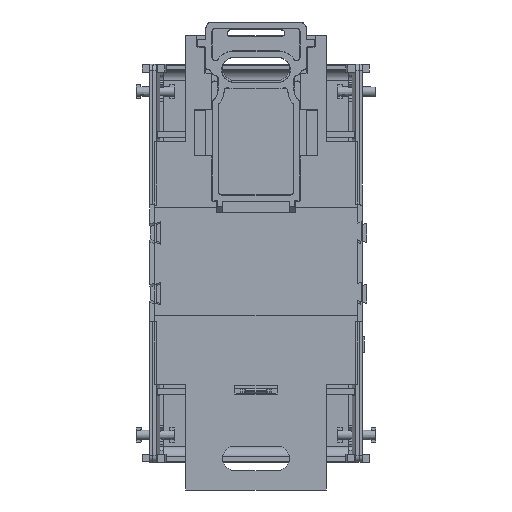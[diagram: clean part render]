
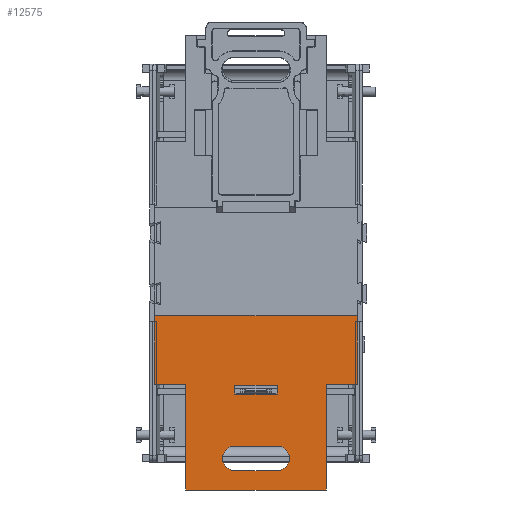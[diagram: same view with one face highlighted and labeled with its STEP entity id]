
A CAD part, front view. The second image highlights one B-rep face of the part: STEP entity #12575.
In plain terms, the highlighted planar face has unit normal (0, -1, 0).
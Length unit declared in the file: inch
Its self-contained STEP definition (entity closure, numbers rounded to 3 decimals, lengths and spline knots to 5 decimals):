
#140 = VERTEX_POINT ( 'NONE', #18672 ) ;
#257 = DIRECTION ( 'NONE',  ( 0., 0., 1. ) ) ;
#978 = DIRECTION ( 'NONE',  ( 0., 0., -1. ) ) ;
#977 = VECTOR ( 'NONE', #7911, 39.37008 ) ;
#1329 = VECTOR ( 'NONE', #14846, 39.37008 ) ;
#1349 = ORIENTED_EDGE ( 'NONE', *, *, #4318, .F. ) ;
#1779 = LINE ( 'NONE', #5742, #1329 ) ;
#1844 = DIRECTION ( 'NONE',  ( 0., 0., 1. ) ) ;
#1872 = CARTESIAN_POINT ( 'NONE',  ( 1.25, -0.60039, -1.50649 ) ) ;
#1882 = AXIS2_PLACEMENT_3D ( 'NONE', #23780, #19958, #26286 ) ;
#2011 = ORIENTED_EDGE ( 'NONE', *, *, #19238, .F. ) ;
#2018 = LINE ( 'NONE', #1872, #8254 ) ;
#2045 = DIRECTION ( 'NONE',  ( 0., 0., 1. ) ) ;
#2061 = DIRECTION ( 'NONE',  ( 0., 0., 1. ) ) ;
#2168 = LINE ( 'NONE', #19955, #13623 ) ;
#2207 = EDGE_LOOP ( 'NONE', ( #5056, #19177, #2011, #3167 ) ) ;
#2438 = VERTEX_POINT ( 'NONE', #21346 ) ;
#2876 = ORIENTED_EDGE ( 'NONE', *, *, #27587, .F. ) ;
#3050 = LINE ( 'NONE', #12589, #28065 ) ;
#3167 = ORIENTED_EDGE ( 'NONE', *, *, #24682, .F. ) ;
#3597 = ORIENTED_EDGE ( 'NONE', *, *, #18153, .F. ) ;
#3906 = ORIENTED_EDGE ( 'NONE', *, *, #18128, .F. ) ;
#3961 = CARTESIAN_POINT ( 'NONE',  ( -1.25, -0.60039, -0.64961 ) ) ;
#4318 = EDGE_CURVE ( 'NONE', #26220, #2438, #23752, .T. ) ;
#4428 = DIRECTION ( 'NONE',  ( 1., 0., 0. ) ) ;
#4519 = EDGE_CURVE ( 'NONE', #5755, #25209, #5500, .T. ) ;
#4949 = CARTESIAN_POINT ( 'NONE',  ( 1.25, -0.60039, -1.5 ) ) ;
#5056 = ORIENTED_EDGE ( 'NONE', *, *, #7526, .F. ) ;
#5500 = LINE ( 'NONE', #23422, #15388 ) ;
#5642 = VERTEX_POINT ( 'NONE', #10329 ) ;
#5742 = CARTESIAN_POINT ( 'NONE',  ( 0.26378, -0.60039, -0.64961 ) ) ;
#5749 = VERTEX_POINT ( 'NONE', #15899 ) ;
#5755 = VERTEX_POINT ( 'NONE', #13279 ) ;
#5762 = LINE ( 'NONE', #12095, #25045 ) ;
#5805 = DIRECTION ( 'NONE',  ( 0., -1., 0. ) ) ;
#5852 = CARTESIAN_POINT ( 'NONE',  ( 1.25, -0.60039, -2.79921 ) ) ;
#6331 = DIRECTION ( 'NONE',  ( 0., 1., 0. ) ) ;
#6704 = ORIENTED_EDGE ( 'NONE', *, *, #18751, .F. ) ;
#6793 = VECTOR ( 'NONE', #4428, 39.37008 ) ;
#7154 = DIRECTION ( 'NONE',  ( -1., 0., 0. ) ) ;
#7526 = EDGE_CURVE ( 'NONE', #25209, #5749, #16890, .T. ) ;
#7911 = DIRECTION ( 'NONE',  ( -1., 0., 0. ) ) ;
#8254 = VECTOR ( 'NONE', #24505, 39.37008 ) ;
#8478 = DIRECTION ( 'NONE',  ( -1., 0., 0. ) ) ;
#9011 = VECTOR ( 'NONE', #7154, 39.37008 ) ;
#9213 = EDGE_CURVE ( 'NONE', #12294, #26220, #21087, .T. ) ;
#9614 = EDGE_LOOP ( 'NONE', ( #3597, #6704, #10306, #1349, #14800, #2876, #20337, #23281 ) ) ;
#9753 = EDGE_CURVE ( 'NONE', #140, #26400, #28675, .T. ) ;
#9772 = VERTEX_POINT ( 'NONE', #22196 ) ;
#9942 = ORIENTED_EDGE ( 'NONE', *, *, #16257, .F. ) ;
#10306 = ORIENTED_EDGE ( 'NONE', *, *, #13262, .F. ) ;
#10329 = CARTESIAN_POINT ( 'NONE',  ( 0.86614, -0.60039, -2.79921 ) ) ;
#10575 = VERTEX_POINT ( 'NONE', #17486 ) ;
#10706 = LINE ( 'NONE', #5852, #977 ) ;
#11200 = VERTEX_POINT ( 'NONE', #28156 ) ;
#11212 = EDGE_CURVE ( 'NONE', #9772, #140, #23716, .T. ) ;
#11293 = CARTESIAN_POINT ( 'NONE',  ( -0.26378, -0.60039, -1.50649 ) ) ;
#11336 = EDGE_CURVE ( 'NONE', #27834, #16361, #16549, .T. ) ;
#11807 = VECTOR ( 'NONE', #2045, 39.37008 ) ;
#11822 = DIRECTION ( 'NONE',  ( -1., 0., 0. ) ) ;
#11949 = DIRECTION ( 'NONE',  ( 1., 0., 0. ) ) ;
#12095 = CARTESIAN_POINT ( 'NONE',  ( 1.25, -0.60039, -2.55906 ) ) ;
#12232 = CIRCLE ( 'NONE', #13192, 0.14961 ) ;
#12294 = VERTEX_POINT ( 'NONE', #17519 ) ;
#12575 = ADVANCED_FACE ( 'NONE', ( #17769, #14988, #19842 ), #24544, .F. ) ;
#12589 = CARTESIAN_POINT ( 'NONE',  ( 0.86614, -0.60039, -0.64961 ) ) ;
#12884 = CARTESIAN_POINT ( 'NONE',  ( 1.25, -0.60039, -1.5 ) ) ;
#13192 = AXIS2_PLACEMENT_3D ( 'NONE', #14912, #5805, #1844 ) ;
#13262 = EDGE_CURVE ( 'NONE', #2438, #5642, #3050, .T. ) ;
#13279 = CARTESIAN_POINT ( 'NONE',  ( 0.26378, -0.60039, -2.25984 ) ) ;
#13488 = CARTESIAN_POINT ( 'NONE',  ( 1.25, -0.60039, -1.61673 ) ) ;
#13623 = VECTOR ( 'NONE', #257, 39.37008 ) ;
#14800 = ORIENTED_EDGE ( 'NONE', *, *, #9213, .F. ) ;
#14846 = DIRECTION ( 'NONE',  ( 0., 0., 1. ) ) ;
#14912 = CARTESIAN_POINT ( 'NONE',  ( 0.26378, -0.60039, -2.40945 ) ) ;
#14988 = FACE_BOUND ( 'NONE', #22658, .T. ) ;
#15388 = VECTOR ( 'NONE', #11822, 39.37008 ) ;
#15899 = CARTESIAN_POINT ( 'NONE',  ( -0.26378, -0.60039, -2.55906 ) ) ;
#16257 = EDGE_CURVE ( 'NONE', #28258, #11200, #1779, .T. ) ;
#16361 = VERTEX_POINT ( 'NONE', #26467 ) ;
#16549 = LINE ( 'NONE', #18601, #27308 ) ;
#16890 = CIRCLE ( 'NONE', #1882, 0.14961 ) ;
#17486 = CARTESIAN_POINT ( 'NONE',  ( 0.26378, -0.60039, -2.55906 ) ) ;
#17519 = CARTESIAN_POINT ( 'NONE',  ( 1.25, -0.60039, -0.64961 ) ) ;
#17769 = FACE_OUTER_BOUND ( 'NONE', #9614, .T. ) ;
#18128 = EDGE_CURVE ( 'NONE', #16361, #28258, #24186, .T. ) ;
#18153 = EDGE_CURVE ( 'NONE', #26669, #9772, #2168, .T. ) ;
#18601 = CARTESIAN_POINT ( 'NONE',  ( -0.26378, -0.60039, -0.64961 ) ) ;
#18672 = CARTESIAN_POINT ( 'NONE',  ( -1.25, -0.60039, -1.5 ) ) ;
#18751 = EDGE_CURVE ( 'NONE', #5642, #26669, #10706, .T. ) ;
#19009 = DIRECTION ( 'NONE',  ( 0., 0., -1. ) ) ;
#19151 = CARTESIAN_POINT ( 'NONE',  ( 1.25, -0.60039, -0.64961 ) ) ;
#19177 = ORIENTED_EDGE ( 'NONE', *, *, #4519, .F. ) ;
#19238 = EDGE_CURVE ( 'NONE', #10575, #5755, #12232, .T. ) ;
#19811 = DIRECTION ( 'NONE',  ( 1., 0., 0. ) ) ;
#19842 = FACE_BOUND ( 'NONE', #2207, .T. ) ;
#19955 = CARTESIAN_POINT ( 'NONE',  ( -0.86614, -0.60039, -0.64961 ) ) ;
#19958 = DIRECTION ( 'NONE',  ( 0., -1., 0. ) ) ;
#19985 = CARTESIAN_POINT ( 'NONE',  ( 1.25, -0.60039, -0.64961 ) ) ;
#20337 = ORIENTED_EDGE ( 'NONE', *, *, #9753, .F. ) ;
#20768 = CARTESIAN_POINT ( 'NONE',  ( -0.86614, -0.60039, -2.79921 ) ) ;
#20804 = CARTESIAN_POINT ( 'NONE',  ( 1.25, -0.60039, -1.5 ) ) ;
#20975 = AXIS2_PLACEMENT_3D ( 'NONE', #19985, #6331, #2061 ) ;
#21087 = LINE ( 'NONE', #19151, #23516 ) ;
#21346 = CARTESIAN_POINT ( 'NONE',  ( 0.86614, -0.60039, -1.5 ) ) ;
#21687 = CARTESIAN_POINT ( 'NONE',  ( -1.25, -0.60039, -0.64961 ) ) ;
#22196 = CARTESIAN_POINT ( 'NONE',  ( -0.86614, -0.60039, -1.5 ) ) ;
#22330 = ORIENTED_EDGE ( 'NONE', *, *, #26002, .F. ) ;
#22542 = CARTESIAN_POINT ( 'NONE',  ( 0.26378, -0.60039, -1.61673 ) ) ;
#22658 = EDGE_LOOP ( 'NONE', ( #23326, #22330, #9942, #3906 ) ) ;
#23281 = ORIENTED_EDGE ( 'NONE', *, *, #11212, .F. ) ;
#23326 = ORIENTED_EDGE ( 'NONE', *, *, #11336, .F. ) ;
#23422 = CARTESIAN_POINT ( 'NONE',  ( 1.25, -0.60039, -2.25984 ) ) ;
#23516 = VECTOR ( 'NONE', #19009, 39.37008 ) ;
#23716 = LINE ( 'NONE', #4949, #9011 ) ;
#23752 = LINE ( 'NONE', #12884, #24301 ) ;
#23780 = CARTESIAN_POINT ( 'NONE',  ( -0.26378, -0.60039, -2.40945 ) ) ;
#24186 = LINE ( 'NONE', #13488, #26303 ) ;
#24301 = VECTOR ( 'NONE', #8478, 39.37008 ) ;
#24505 = DIRECTION ( 'NONE',  ( -1., 0., 0. ) ) ;
#24544 = PLANE ( 'NONE',  #20975 ) ;
#24561 = LINE ( 'NONE', #26765, #6793 ) ;
#24682 = EDGE_CURVE ( 'NONE', #5749, #10575, #5762, .T. ) ;
#25045 = VECTOR ( 'NONE', #11949, 39.37008 ) ;
#25209 = VERTEX_POINT ( 'NONE', #27353 ) ;
#25814 = DIRECTION ( 'NONE',  ( 0., 0., -1. ) ) ;
#26002 = EDGE_CURVE ( 'NONE', #11200, #27834, #2018, .T. ) ;
#26220 = VERTEX_POINT ( 'NONE', #20804 ) ;
#26286 = DIRECTION ( 'NONE',  ( 0., 0., 1. ) ) ;
#26303 = VECTOR ( 'NONE', #19811, 39.37008 ) ;
#26400 = VERTEX_POINT ( 'NONE', #21687 ) ;
#26467 = CARTESIAN_POINT ( 'NONE',  ( -0.26378, -0.60039, -1.61673 ) ) ;
#26669 = VERTEX_POINT ( 'NONE', #20768 ) ;
#26765 = CARTESIAN_POINT ( 'NONE',  ( 1.25, -0.60039, -0.64961 ) ) ;
#27308 = VECTOR ( 'NONE', #978, 39.37008 ) ;
#27353 = CARTESIAN_POINT ( 'NONE',  ( -0.26378, -0.60039, -2.25984 ) ) ;
#27587 = EDGE_CURVE ( 'NONE', #26400, #12294, #24561, .T. ) ;
#27834 = VERTEX_POINT ( 'NONE', #11293 ) ;
#28065 = VECTOR ( 'NONE', #25814, 39.37008 ) ;
#28156 = CARTESIAN_POINT ( 'NONE',  ( 0.26378, -0.60039, -1.50649 ) ) ;
#28258 = VERTEX_POINT ( 'NONE', #22542 ) ;
#28675 = LINE ( 'NONE', #3961, #11807 ) ;
